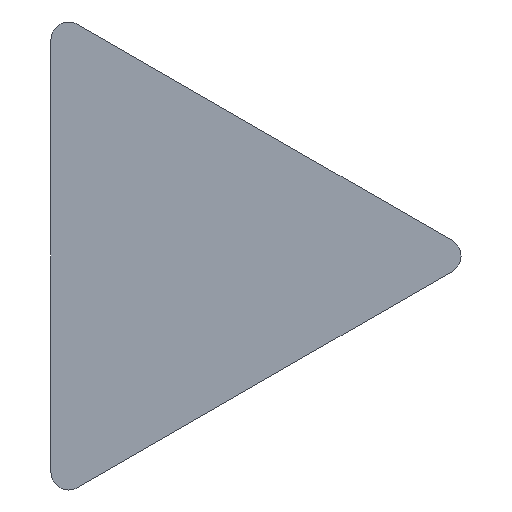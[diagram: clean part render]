
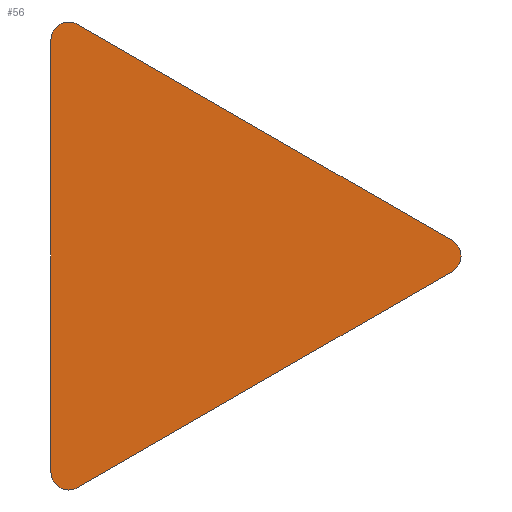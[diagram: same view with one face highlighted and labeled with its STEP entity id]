
A CAD part, top view. The second image highlights one B-rep face of the part: STEP entity #56.
In plain terms, the highlighted planar face has unit normal (0, 0, 1).
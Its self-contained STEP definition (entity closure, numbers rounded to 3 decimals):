
#44=CIRCLE('',#272,0.397);
#45=CIRCLE('',#274,0.397);
#46=CIRCLE('',#276,0.397);
#56=ADVANCED_FACE('',(#72),#61,.T.);
#61=PLANE('',#278);
#72=FACE_OUTER_BOUND('',#83,.T.);
#83=EDGE_LOOP('',(#127,#128,#129,#130,#131,#132));
#127=ORIENTED_EDGE('',*,*,#161,.F.);
#128=ORIENTED_EDGE('',*,*,#182,.T.);
#129=ORIENTED_EDGE('',*,*,#173,.F.);
#130=ORIENTED_EDGE('',*,*,#183,.T.);
#131=ORIENTED_EDGE('',*,*,#167,.F.);
#132=ORIENTED_EDGE('',*,*,#181,.T.);
#143=VERTEX_POINT('',#406);
#144=VERTEX_POINT('',#408);
#149=VERTEX_POINT('',#419);
#150=VERTEX_POINT('',#421);
#155=VERTEX_POINT('',#432);
#156=VERTEX_POINT('',#434);
#161=EDGE_CURVE('',#143,#144,#188,.T.);
#167=EDGE_CURVE('',#149,#150,#194,.T.);
#173=EDGE_CURVE('',#155,#156,#200,.T.);
#181=EDGE_CURVE('',#149,#144,#44,.T.);
#182=EDGE_CURVE('',#143,#156,#45,.T.);
#183=EDGE_CURVE('',#155,#150,#46,.T.);
#188=LINE('',#407,#206);
#194=LINE('',#420,#212);
#200=LINE('',#433,#218);
#206=VECTOR('',#292,1.);
#212=VECTOR('',#300,1.);
#218=VECTOR('',#308,1.);
#272=AXIS2_PLACEMENT_3D('',#653,#321,#322);
#274=AXIS2_PLACEMENT_3D('',#655,#325,#326);
#276=AXIS2_PLACEMENT_3D('',#657,#329,#330);
#278=AXIS2_PLACEMENT_3D('',#659,#333,#334);
#292=DIRECTION('',(0.,1.,0.));
#300=DIRECTION('',(0.866,-0.5,0.));
#308=DIRECTION('',(-0.866,-0.5,0.));
#321=DIRECTION('',(0.,0.,1.));
#322=DIRECTION('',(1.,0.,0.));
#325=DIRECTION('',(0.,0.,1.));
#326=DIRECTION('',(1.,0.,0.));
#329=DIRECTION('',(0.,0.,1.));
#330=DIRECTION('',(1.,0.,0.));
#333=DIRECTION('',(0.,0.,1.));
#334=DIRECTION('',(1.,0.,0.));
#406=CARTESIAN_POINT('',(-3.175,-4.812,0.));
#407=CARTESIAN_POINT('',(-3.175,-16.,0.));
#408=CARTESIAN_POINT('',(-3.175,4.812,0.));
#419=CARTESIAN_POINT('',(-2.58,5.155,0.));
#420=CARTESIAN_POINT('',(15.444,-5.25,0.));
#421=CARTESIAN_POINT('',(5.755,0.344,0.));
#432=CARTESIAN_POINT('',(5.755,-0.344,0.));
#433=CARTESIAN_POINT('',(15.444,5.25,0.));
#434=CARTESIAN_POINT('',(-2.58,-5.155,0.));
#653=CARTESIAN_POINT('',(-2.778,4.812,0.));
#655=CARTESIAN_POINT('',(-2.778,-4.812,0.));
#657=CARTESIAN_POINT('',(5.556,0.,0.));
#659=CARTESIAN_POINT('',(0.,0.,0.));
